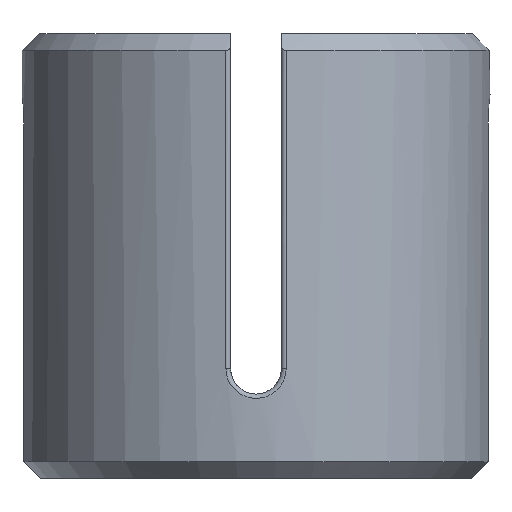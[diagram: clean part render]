
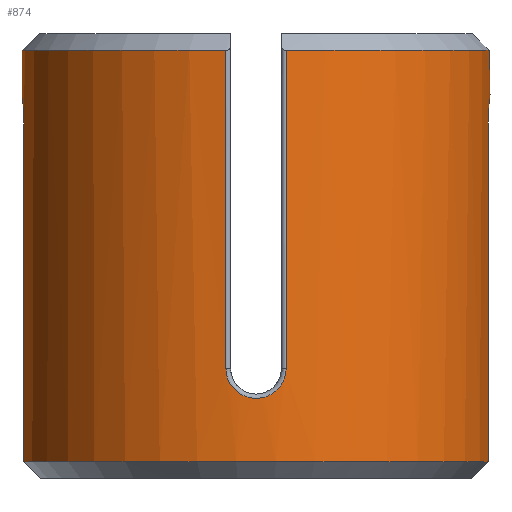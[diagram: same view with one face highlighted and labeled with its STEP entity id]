
A CAD part, front view. The second image highlights one B-rep face of the part: STEP entity #874.
In plain terms, the highlighted cylindrical face has radius 11.1 mm (diameter 22.2 mm), a full revolution.
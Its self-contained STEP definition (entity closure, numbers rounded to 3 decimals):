
#98=FACE_OUTER_BOUND('',#148,.T.);
#148=EDGE_LOOP('',(#740,#741,#742,#743,#744,#745,#746,#747,#748,#749,#750,
#751,#752,#753,#754,#755,#756,#757,#758,#759));
#161=CIRCLE('',#907,11.1);
#162=CIRCLE('',#908,11.1);
#181=CIRCLE('',#948,11.1);
#187=CIRCLE('',#959,11.1);
#188=CIRCLE('',#960,11.1);
#194=LINE('',#1201,#244);
#195=LINE('',#1285,#245);
#219=LINE('',#1627,#269);
#220=LINE('',#1685,#270);
#229=LINE('',#1845,#279);
#230=LINE('',#1936,#280);
#238=LINE('',#2064,#288);
#239=LINE('',#2133,#289);
#240=LINE('',#2136,#290);
#244=VECTOR('',#982,10.);
#245=VECTOR('',#987,10.);
#269=VECTOR('',#1065,10.);
#270=VECTOR('',#1070,10.);
#279=VECTOR('',#1101,10.);
#280=VECTOR('',#1106,10.);
#288=VECTOR('',#1136,10.);
#289=VECTOR('',#1141,10.);
#290=VECTOR('',#1146,11.1);
#295=B_SPLINE_CURVE_WITH_KNOTS('',3,(#1259,#1260,#1261,#1262,#1263,#1264,
#1265,#1266,#1267),.UNSPECIFIED.,.F.,.F.,(4,1,1,1,1,1,4),(0.,0.063,
0.189,0.252,0.314,0.377,
0.44),.UNSPECIFIED.);
#311=B_SPLINE_CURVE_WITH_KNOTS('',3,(#1675,#1676,#1677,#1678,#1679,#1680,
#1681,#1682,#1683),.UNSPECIFIED.,.F.,.F.,(4,1,1,1,1,1,4),(0.,0.063,
0.126,0.189,0.252,0.377,
0.44),.UNSPECIFIED.);
#319=B_SPLINE_CURVE_WITH_KNOTS('',3,(#1909,#1910,#1911,#1912,#1913,#1914,
#1915,#1916,#1917,#1918),.UNSPECIFIED.,.F.,.F.,(4,1,1,1,1,1,1,4),(0.,0.063,
0.126,0.189,0.252,0.314,
0.377,0.44),.UNSPECIFIED.);
#325=B_SPLINE_CURVE_WITH_KNOTS('',3,(#2118,#2119,#2120,#2121,#2122,#2123,
#2124),.UNSPECIFIED.,.F.,.F.,(4,1,1,1,4),(0.,0.063,0.126,
0.189,0.22),.UNSPECIFIED.);
#326=B_SPLINE_CURVE_WITH_KNOTS('',3,(#2125,#2126,#2127,#2128,#2129,#2130,
#2131),.UNSPECIFIED.,.F.,.F.,(4,1,1,1,4),(0.22,0.252,
0.314,0.377,0.44),.UNSPECIFIED.);
#327=VERTEX_POINT('',#1181);
#330=VERTEX_POINT('',#1199);
#332=VERTEX_POINT('',#1257);
#334=VERTEX_POINT('',#1270);
#343=VERTEX_POINT('',#1327);
#344=VERTEX_POINT('',#1329);
#372=VERTEX_POINT('',#1608);
#374=VERTEX_POINT('',#1625);
#375=VERTEX_POINT('',#1673);
#389=VERTEX_POINT('',#1825);
#392=VERTEX_POINT('',#1843);
#394=VERTEX_POINT('',#1907);
#396=VERTEX_POINT('',#1921);
#400=VERTEX_POINT('',#1961);
#402=VERTEX_POINT('',#2045);
#404=VERTEX_POINT('',#2062);
#405=VERTEX_POINT('',#2115);
#406=VERTEX_POINT('',#2117);
#414=EDGE_CURVE('',#330,#327,#194,.T.);
#417=EDGE_CURVE('',#332,#330,#295,.T.);
#419=EDGE_CURVE('',#334,#332,#195,.T.);
#432=EDGE_CURVE('',#327,#343,#161,.T.);
#433=EDGE_CURVE('',#343,#344,#162,.T.);
#477=EDGE_CURVE('',#374,#372,#219,.T.);
#479=EDGE_CURVE('',#375,#374,#311,.T.);
#480=EDGE_CURVE('',#344,#375,#220,.T.);
#504=EDGE_CURVE('',#392,#389,#229,.T.);
#507=EDGE_CURVE('',#394,#392,#319,.T.);
#509=EDGE_CURVE('',#396,#394,#230,.T.);
#517=EDGE_CURVE('',#389,#400,#181,.T.);
#527=EDGE_CURVE('',#404,#402,#238,.T.);
#529=EDGE_CURVE('',#405,#406,#325,.T.);
#530=EDGE_CURVE('',#406,#404,#326,.T.);
#531=EDGE_CURVE('',#400,#405,#239,.T.);
#532=EDGE_CURVE('',#372,#334,#187,.T.);
#533=EDGE_CURVE('',#343,#406,#240,.T.);
#534=EDGE_CURVE('',#402,#396,#188,.T.);
#740=ORIENTED_EDGE('',*,*,#419,.F.);
#741=ORIENTED_EDGE('',*,*,#532,.F.);
#742=ORIENTED_EDGE('',*,*,#477,.F.);
#743=ORIENTED_EDGE('',*,*,#479,.F.);
#744=ORIENTED_EDGE('',*,*,#480,.F.);
#745=ORIENTED_EDGE('',*,*,#433,.F.);
#746=ORIENTED_EDGE('',*,*,#533,.T.);
#747=ORIENTED_EDGE('',*,*,#529,.F.);
#748=ORIENTED_EDGE('',*,*,#531,.F.);
#749=ORIENTED_EDGE('',*,*,#517,.F.);
#750=ORIENTED_EDGE('',*,*,#504,.F.);
#751=ORIENTED_EDGE('',*,*,#507,.F.);
#752=ORIENTED_EDGE('',*,*,#509,.F.);
#753=ORIENTED_EDGE('',*,*,#534,.F.);
#754=ORIENTED_EDGE('',*,*,#527,.F.);
#755=ORIENTED_EDGE('',*,*,#530,.F.);
#756=ORIENTED_EDGE('',*,*,#533,.F.);
#757=ORIENTED_EDGE('',*,*,#432,.F.);
#758=ORIENTED_EDGE('',*,*,#414,.F.);
#759=ORIENTED_EDGE('',*,*,#417,.F.);
#834=CYLINDRICAL_SURFACE('',#958,11.1);
#874=ADVANCED_FACE('',(#98),#834,.T.);
#907=AXIS2_PLACEMENT_3D('',#1328,#1003,#1004);
#908=AXIS2_PLACEMENT_3D('',#1330,#1005,#1006);
#948=AXIS2_PLACEMENT_3D('',#1962,#1118,#1119);
#958=AXIS2_PLACEMENT_3D('',#2134,#1142,#1143);
#959=AXIS2_PLACEMENT_3D('',#2135,#1144,#1145);
#960=AXIS2_PLACEMENT_3D('',#2137,#1147,#1148);
#982=DIRECTION('',(0.,0.,1.));
#987=DIRECTION('',(0.,0.,-1.));
#1003=DIRECTION('center_axis',(0.,0.,1.));
#1004=DIRECTION('ref_axis',(-1.,0.,0.));
#1005=DIRECTION('center_axis',(0.,0.,1.));
#1006=DIRECTION('ref_axis',(-1.,0.,0.));
#1065=DIRECTION('',(0.,0.,1.));
#1070=DIRECTION('',(0.,0.,-1.));
#1101=DIRECTION('',(0.,0.,-1.));
#1106=DIRECTION('',(0.,0.,1.));
#1118=DIRECTION('center_axis',(0.,0.,-1.));
#1119=DIRECTION('ref_axis',(1.,0.,0.));
#1136=DIRECTION('',(0.,0.,-1.));
#1141=DIRECTION('',(0.,0.,1.));
#1142=DIRECTION('center_axis',(0.,0.,1.));
#1143=DIRECTION('ref_axis',(1.,0.,0.));
#1144=DIRECTION('center_axis',(0.,0.,1.));
#1145=DIRECTION('ref_axis',(1.,0.,0.));
#1146=DIRECTION('',(0.,0.,-1.));
#1147=DIRECTION('center_axis',(0.,0.,-1.));
#1148=DIRECTION('ref_axis',(1.,0.,0.));
#1181=CARTESIAN_POINT('',(-1.426,11.008,20.3));
#1199=CARTESIAN_POINT('',(-1.426,11.008,5.2));
#1201=CARTESIAN_POINT('',(-1.426,11.008,0.));
#1257=CARTESIAN_POINT('',(1.426,11.008,5.2));
#1259=CARTESIAN_POINT('Ctrl Pts',(1.426,11.008,5.2));
#1260=CARTESIAN_POINT('Ctrl Pts',(1.426,11.008,4.99));
#1261=CARTESIAN_POINT('Ctrl Pts',(1.283,11.029,4.357));
#1262=CARTESIAN_POINT('Ctrl Pts',(0.55,11.102,3.785));
#1263=CARTESIAN_POINT('Ctrl Pts',(-0.329,11.101,3.789));
#1264=CARTESIAN_POINT('Ctrl Pts',(-0.919,11.066,4.068));
#1265=CARTESIAN_POINT('Ctrl Pts',(-1.328,11.021,4.571));
#1266=CARTESIAN_POINT('Ctrl Pts',(-1.426,11.008,4.99));
#1267=CARTESIAN_POINT('Ctrl Pts',(-1.426,11.008,5.2));
#1270=CARTESIAN_POINT('',(1.426,11.008,20.3));
#1285=CARTESIAN_POINT('',(1.426,11.008,0.));
#1327=CARTESIAN_POINT('',(-11.1,0.,20.3));
#1328=CARTESIAN_POINT('Origin',(0.,0.,20.3));
#1329=CARTESIAN_POINT('',(-1.426,-11.008,20.3));
#1330=CARTESIAN_POINT('Origin',(0.,0.,20.3));
#1608=CARTESIAN_POINT('',(1.426,-11.008,20.3));
#1625=CARTESIAN_POINT('',(1.426,-11.008,5.2));
#1627=CARTESIAN_POINT('',(1.426,-11.008,0.));
#1673=CARTESIAN_POINT('',(-1.426,-11.008,5.2));
#1675=CARTESIAN_POINT('Ctrl Pts',(-1.426,-11.008,5.2));
#1676=CARTESIAN_POINT('Ctrl Pts',(-1.426,-11.008,4.99));
#1677=CARTESIAN_POINT('Ctrl Pts',(-1.328,-11.021,4.571));
#1678=CARTESIAN_POINT('Ctrl Pts',(-0.919,-11.066,
4.068));
#1679=CARTESIAN_POINT('Ctrl Pts',(-0.329,-11.101,3.789));
#1680=CARTESIAN_POINT('Ctrl Pts',(0.55,-11.102,3.785));
#1681=CARTESIAN_POINT('Ctrl Pts',(1.283,-11.029,4.357));
#1682=CARTESIAN_POINT('Ctrl Pts',(1.426,-11.008,4.99));
#1683=CARTESIAN_POINT('Ctrl Pts',(1.426,-11.008,5.2));
#1685=CARTESIAN_POINT('',(-1.426,-11.008,0.));
#1825=CARTESIAN_POINT('',(11.008,-1.426,0.8));
#1843=CARTESIAN_POINT('',(11.008,-1.426,16.8));
#1845=CARTESIAN_POINT('',(11.008,-1.426,0.));
#1907=CARTESIAN_POINT('',(11.008,1.426,16.8));
#1909=CARTESIAN_POINT('Ctrl Pts',(11.008,1.426,16.8));
#1910=CARTESIAN_POINT('Ctrl Pts',(11.008,1.426,17.01));
#1911=CARTESIAN_POINT('Ctrl Pts',(11.021,1.328,17.429));
#1912=CARTESIAN_POINT('Ctrl Pts',(11.066,0.919,17.932));
#1913=CARTESIAN_POINT('Ctrl Pts',(11.102,0.329,18.212));
#1914=CARTESIAN_POINT('Ctrl Pts',(11.101,-0.328,18.211));
#1915=CARTESIAN_POINT('Ctrl Pts',(11.066,-0.919,17.932));
#1916=CARTESIAN_POINT('Ctrl Pts',(11.021,-1.328,17.429));
#1917=CARTESIAN_POINT('Ctrl Pts',(11.008,-1.426,17.01));
#1918=CARTESIAN_POINT('Ctrl Pts',(11.008,-1.426,16.8));
#1921=CARTESIAN_POINT('',(11.008,1.426,0.8));
#1936=CARTESIAN_POINT('',(11.008,1.426,0.));
#1961=CARTESIAN_POINT('',(-11.008,-1.426,0.8));
#1962=CARTESIAN_POINT('Origin',(0.,0.,0.8));
#2045=CARTESIAN_POINT('',(-11.008,1.426,0.8));
#2062=CARTESIAN_POINT('',(-11.008,1.426,16.8));
#2064=CARTESIAN_POINT('',(-11.008,1.426,0.));
#2115=CARTESIAN_POINT('',(-11.008,-1.426,16.8));
#2117=CARTESIAN_POINT('',(-11.1,0.,18.2));
#2118=CARTESIAN_POINT('Ctrl Pts',(-11.008,-1.426,16.8));
#2119=CARTESIAN_POINT('Ctrl Pts',(-11.008,-1.426,17.01));
#2120=CARTESIAN_POINT('Ctrl Pts',(-11.021,-1.328,17.429));
#2121=CARTESIAN_POINT('Ctrl Pts',(-11.066,-0.919,17.932));
#2122=CARTESIAN_POINT('Ctrl Pts',(-11.096,-0.427,18.165));
#2123=CARTESIAN_POINT('Ctrl Pts',(-11.1,-0.107,
18.2));
#2124=CARTESIAN_POINT('Ctrl Pts',(-11.1,0.,
18.2));
#2125=CARTESIAN_POINT('Ctrl Pts',(-11.1,0.,
18.2));
#2126=CARTESIAN_POINT('Ctrl Pts',(-11.1,0.107,18.2));
#2127=CARTESIAN_POINT('Ctrl Pts',(-11.095,0.427,18.165));
#2128=CARTESIAN_POINT('Ctrl Pts',(-11.066,0.919,17.932));
#2129=CARTESIAN_POINT('Ctrl Pts',(-11.021,1.328,17.429));
#2130=CARTESIAN_POINT('Ctrl Pts',(-11.008,1.426,17.01));
#2131=CARTESIAN_POINT('Ctrl Pts',(-11.008,1.426,16.8));
#2133=CARTESIAN_POINT('',(-11.008,-1.426,0.));
#2134=CARTESIAN_POINT('Origin',(0.,0.,0.));
#2135=CARTESIAN_POINT('Origin',(0.,0.,20.3));
#2136=CARTESIAN_POINT('',(-11.1,0.,0.));
#2137=CARTESIAN_POINT('Origin',(0.,0.,0.8));
